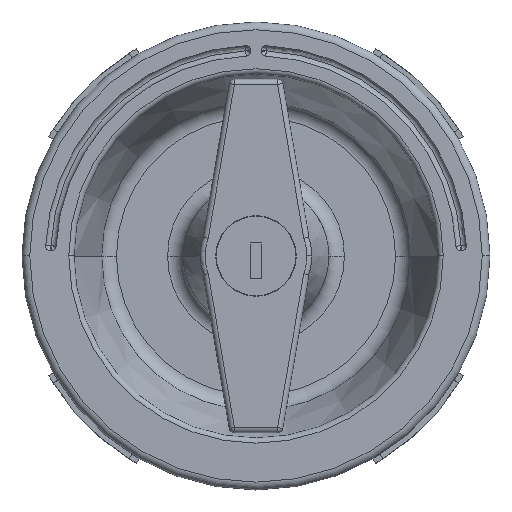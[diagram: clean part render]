
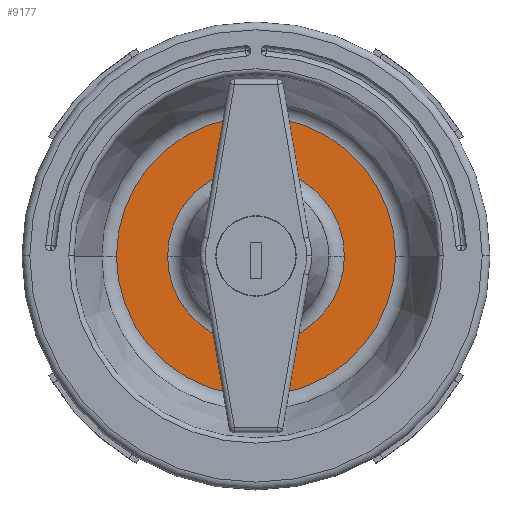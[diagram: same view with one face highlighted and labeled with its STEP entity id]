
A CAD part, top view. The second image highlights one B-rep face of the part: STEP entity #9177.
In plain terms, the highlighted planar face has unit normal (0, 0, 1).
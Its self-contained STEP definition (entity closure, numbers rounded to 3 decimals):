
#1020 = CIRCLE ( 'NONE', #8754, 17. ) ;
#1212 = DIRECTION ( 'NONE',  ( 0., 0., 1. ) ) ;
#1825 = AXIS2_PLACEMENT_3D ( 'NONE', #4407, #1212, #15202 ) ;
#2656 = VERTEX_POINT ( 'NONE', #15335 ) ;
#2709 = ORIENTED_EDGE ( 'NONE', *, *, #3183, .F. ) ;
#3162 = CARTESIAN_POINT ( 'NONE',  ( 0., 0., -26. ) ) ;
#3183 = EDGE_CURVE ( 'NONE', #12921, #10913, #1020, .T. ) ;
#4203 = AXIS2_PLACEMENT_3D ( 'NONE', #3162, #15541, #13955 ) ;
#4242 = DIRECTION ( 'NONE',  ( 1., 0., 0. ) ) ;
#4257 = ORIENTED_EDGE ( 'NONE', *, *, #14127, .F. ) ;
#4407 = CARTESIAN_POINT ( 'NONE',  ( 0., 0., -26. ) ) ;
#4427 = ORIENTED_EDGE ( 'NONE', *, *, #5717, .T. ) ;
#4682 = ORIENTED_EDGE ( 'NONE', *, *, #11616, .T. ) ;
#5517 = CARTESIAN_POINT ( 'NONE',  ( -26.844, 0., -26. ) ) ;
#5717 = EDGE_CURVE ( 'NONE', #14286, #2656, #9664, .T. ) ;
#5811 = DIRECTION ( 'NONE',  ( 0., 0., 1. ) ) ;
#6014 = EDGE_LOOP ( 'NONE', ( #4682, #4427 ) ) ;
#7407 = CARTESIAN_POINT ( 'NONE',  ( 0., 0., -26. ) ) ;
#7674 = DIRECTION ( 'NONE',  ( -1., 0., 0. ) ) ;
#7866 = AXIS2_PLACEMENT_3D ( 'NONE', #12317, #10707, #9116 ) ;
#8055 = EDGE_LOOP ( 'NONE', ( #4257, #2709 ) ) ;
#8754 = AXIS2_PLACEMENT_3D ( 'NONE', #7407, #5811, #4242 ) ;
#9116 = DIRECTION ( 'NONE',  ( 1., 0., 0. ) ) ;
#9159 = CIRCLE ( 'NONE', #4203, 17. ) ;
#9177 = ADVANCED_FACE ( 'NONE', ( #11934, #12755 ), #12478, .F. ) ;
#9267 = DIRECTION ( 'NONE',  ( 0., 0., -1. ) ) ;
#9664 = CIRCLE ( 'NONE', #7866, 26.844 ) ;
#10413 = CARTESIAN_POINT ( 'NONE',  ( -17., 0., -26. ) ) ;
#10707 = DIRECTION ( 'NONE',  ( 0., 0., 1. ) ) ;
#10862 = CARTESIAN_POINT ( 'NONE',  ( 0., 26.844, -26. ) ) ;
#10913 = VERTEX_POINT ( 'NONE', #13730 ) ;
#11616 = EDGE_CURVE ( 'NONE', #2656, #14286, #14880, .T. ) ;
#11934 = FACE_BOUND ( 'NONE', #8055, .T. ) ;
#12317 = CARTESIAN_POINT ( 'NONE',  ( 0., 0., -26. ) ) ;
#12478 = PLANE ( 'NONE',  #13564 ) ;
#12755 = FACE_OUTER_BOUND ( 'NONE', #6014, .T. ) ;
#12921 = VERTEX_POINT ( 'NONE', #10413 ) ;
#13564 = AXIS2_PLACEMENT_3D ( 'NONE', #10862, #9267, #7674 ) ;
#13730 = CARTESIAN_POINT ( 'NONE',  ( 17., 0., -26. ) ) ;
#13955 = DIRECTION ( 'NONE',  ( 1., 0., 0. ) ) ;
#14127 = EDGE_CURVE ( 'NONE', #10913, #12921, #9159, .T. ) ;
#14286 = VERTEX_POINT ( 'NONE', #5517 ) ;
#14880 = CIRCLE ( 'NONE', #1825, 26.844 ) ;
#15202 = DIRECTION ( 'NONE',  ( 1., 0., 0. ) ) ;
#15335 = CARTESIAN_POINT ( 'NONE',  ( 26.844, 0., -26. ) ) ;
#15541 = DIRECTION ( 'NONE',  ( 0., 0., 1. ) ) ;
